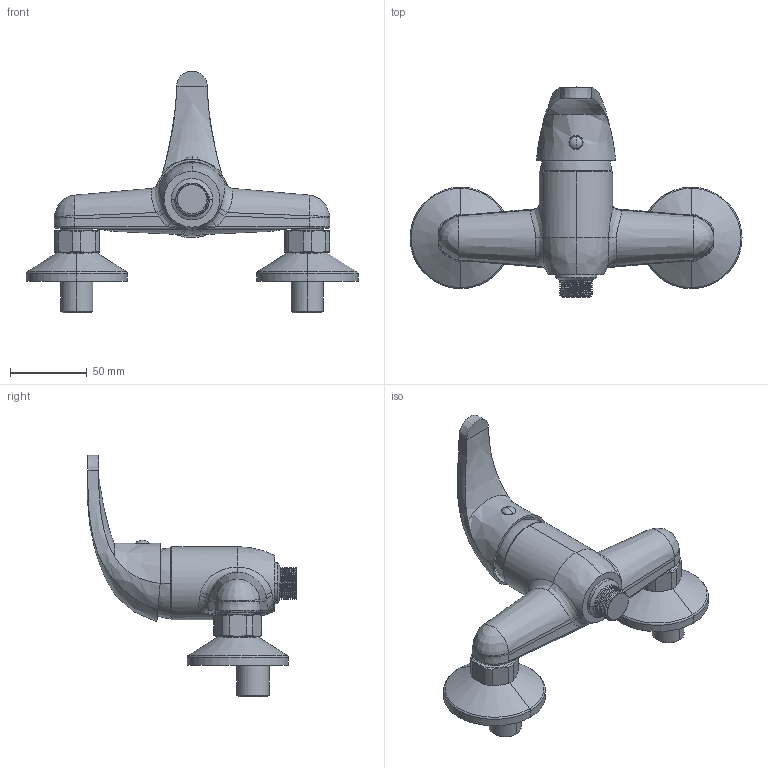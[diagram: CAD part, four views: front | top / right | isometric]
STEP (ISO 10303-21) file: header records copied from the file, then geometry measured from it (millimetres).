
FILE_DESCRIPTION((''),'2;1');
FILE_NAME('PE168CR_SW0001','2024-09-23T15:21:38',('alberto.gaboardi'),('PAFFONI SpA'),'CREO PARAMETRIC BY PTC INC, 2022124','CREO PARAMETRIC BY PTC INC, 2022124','');
FILE_SCHEMA(('CONFIG_CONTROL_DESIGN','SHAPE_APPEARANCE_LAYERS_GROUPS'));
Length unit declared in the file: millimetre
Products named in the file (1): PE168CR_SW0001
Bounding box: 216 x 136.54 x 157.43 mm (x, y, z)
Volume: 385361.1 mm3; surface area: 66388.7 mm2
Topology: 1 solids, 1 shells, 262 faces, 676 edges, 419 vertices
Faces by surface type: cylinder 75, bspline 73, plane 54, cone 50, torus 8, sphere 2
Entity records: 21565 total; most frequent: CARTESIAN_POINT 14085, ORIENTED_EDGE 1334, DIRECTION 960, EDGE_CURVE 667, VERTEX_POINT 419, AXIS2_PLACEMENT_3D 391, B_SPLINE_CURVE_WITH_KNOTS 287, EDGE_LOOP 282
